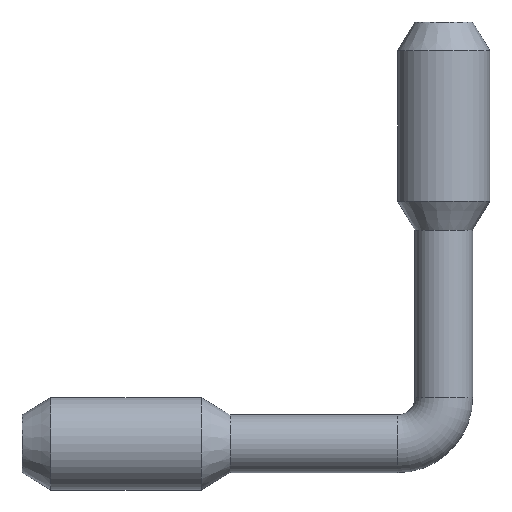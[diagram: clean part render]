
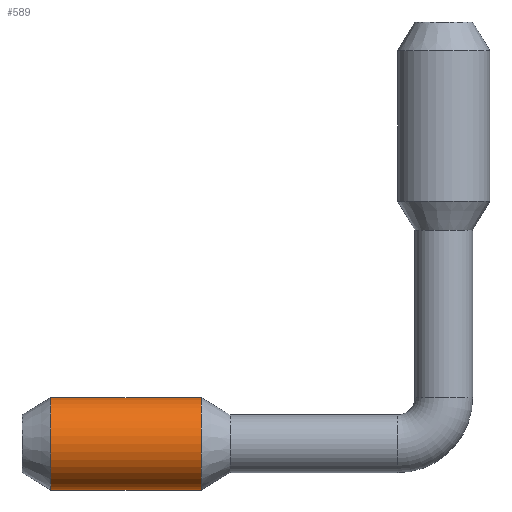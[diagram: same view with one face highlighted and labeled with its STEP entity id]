
A CAD part, front view. The second image highlights one B-rep face of the part: STEP entity #589.
In plain terms, the highlighted cylindrical face has radius 8 mm (diameter 16 mm), a partial arc.
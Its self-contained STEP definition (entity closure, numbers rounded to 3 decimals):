
#56 = FACE_OUTER_BOUND ( 'NONE', #920, .T. ) ;
#171 = CARTESIAN_POINT ( 'NONE',  ( -43.538, 0., -8. ) ) ;
#214 = LINE ( 'NONE', #171, #2880 ) ;
#268 = DIRECTION ( 'NONE',  ( -1., 0., 0. ) ) ;
#278 = CARTESIAN_POINT ( 'NONE',  ( -13., 0., 0. ) ) ;
#283 = LINE ( 'NONE', #841, #1384 ) ;
#447 = DIRECTION ( 'NONE',  ( 0., 0., 1. ) ) ;
#499 = DIRECTION ( 'NONE',  ( 0., 0., 1. ) ) ;
#573 = DIRECTION ( 'NONE',  ( 0., 0., 1. ) ) ;
#589 = ADVANCED_FACE ( 'NONE', ( #56 ), #1174, .T. ) ;
#704 = DIRECTION ( 'NONE',  ( -1., 0., 0. ) ) ;
#841 = CARTESIAN_POINT ( 'NONE',  ( -43.538, 0., 8. ) ) ;
#920 = EDGE_LOOP ( 'NONE', ( #1952, #2066, #1985, #2885 ) ) ;
#953 = CARTESIAN_POINT ( 'NONE',  ( -13., 0., 8. ) ) ;
#1077 = VERTEX_POINT ( 'NONE', #2887 ) ;
#1136 = AXIS2_PLACEMENT_3D ( 'NONE', #278, #1164, #573 ) ;
#1164 = DIRECTION ( 'NONE',  ( -1., 0., 0. ) ) ;
#1174 = CYLINDRICAL_SURFACE ( 'NONE', #1813, 8. ) ;
#1292 = EDGE_CURVE ( 'NONE', #1544, #1373, #214, .T. ) ;
#1373 = VERTEX_POINT ( 'NONE', #3245 ) ;
#1384 = VECTOR ( 'NONE', #268, 1000. ) ;
#1448 = EDGE_CURVE ( 'NONE', #1544, #1077, #2731, .T. ) ;
#1544 = VERTEX_POINT ( 'NONE', #2299 ) ;
#1813 = AXIS2_PLACEMENT_3D ( 'NONE', #2934, #704, #447 ) ;
#1952 = ORIENTED_EDGE ( 'NONE', *, *, #1292, .F. ) ;
#1985 = ORIENTED_EDGE ( 'NONE', *, *, #2620, .T. ) ;
#2039 = AXIS2_PLACEMENT_3D ( 'NONE', #2437, #3289, #499 ) ;
#2066 = ORIENTED_EDGE ( 'NONE', *, *, #1448, .T. ) ;
#2210 = EDGE_CURVE ( 'NONE', #1373, #2352, #2925, .T. ) ;
#2299 = CARTESIAN_POINT ( 'NONE',  ( 13., 0., -8. ) ) ;
#2352 = VERTEX_POINT ( 'NONE', #953 ) ;
#2437 = CARTESIAN_POINT ( 'NONE',  ( 13., 0., 0. ) ) ;
#2620 = EDGE_CURVE ( 'NONE', #1077, #2352, #283, .T. ) ;
#2731 = CIRCLE ( 'NONE', #2039, 8. ) ;
#2880 = VECTOR ( 'NONE', #2908, 1000. ) ;
#2885 = ORIENTED_EDGE ( 'NONE', *, *, #2210, .F. ) ;
#2887 = CARTESIAN_POINT ( 'NONE',  ( 13., 0., 8. ) ) ;
#2908 = DIRECTION ( 'NONE',  ( -1., 0., 0. ) ) ;
#2925 = CIRCLE ( 'NONE', #1136, 8. ) ;
#2934 = CARTESIAN_POINT ( 'NONE',  ( -43.538, 0., 0. ) ) ;
#3245 = CARTESIAN_POINT ( 'NONE',  ( -13., 0., -8. ) ) ;
#3289 = DIRECTION ( 'NONE',  ( -1., 0., 0. ) ) ;
